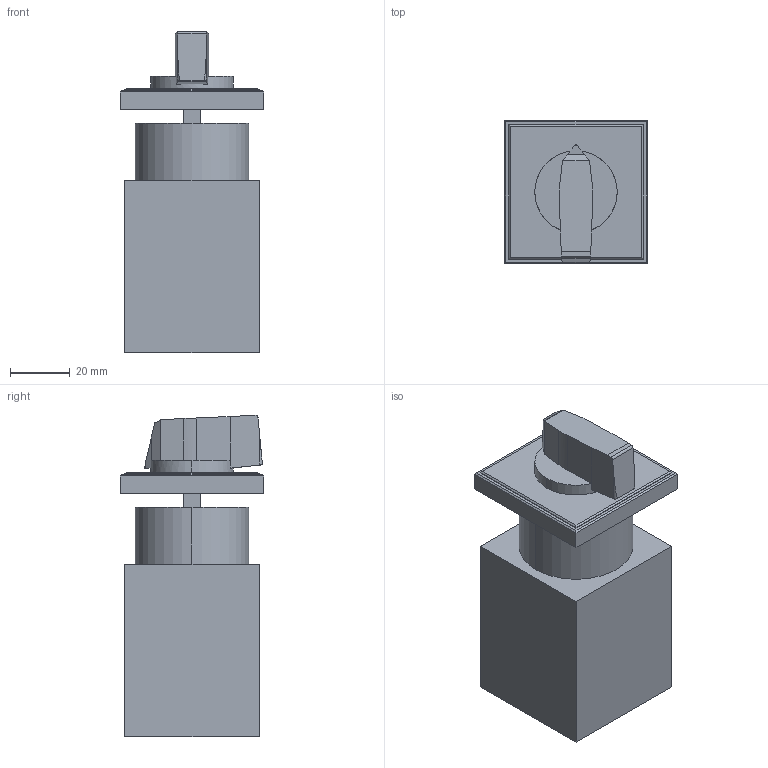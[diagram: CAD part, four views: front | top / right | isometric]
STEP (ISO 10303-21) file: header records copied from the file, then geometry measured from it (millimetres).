
FILE_DESCRIPTION((''),'2;1');
FILE_NAME('3d_GX1697U.stp','2012-10-02T14:38:10',(''),(''),'Mechanical Desktop 2011','Mechanical Desktop 2011',', , ');
FILE_SCHEMA(('CONFIG_CONTROL_DESIGN'));
Length unit declared in the file: millimetre
Products named in the file (1): Product
Bounding box: 48 x 48 x 107.2 mm (x, y, z)
Volume: 162527.6 mm3; surface area: 32200.6 mm2
Topology: 6 solids, 6 shells, 78 faces, 814 edges, 1378 vertices
Faces by surface type: plane 52, cylinder 15, bspline 11
Entity records: 6084 total; most frequent: CARTESIAN_POINT 1674, DIRECTION 990, VECTOR 774, LINE 774, TRIMMED_CURVE 630, ORIENTED_EDGE 368, EDGE_CURVE 184, VERTEX_POINT 118
